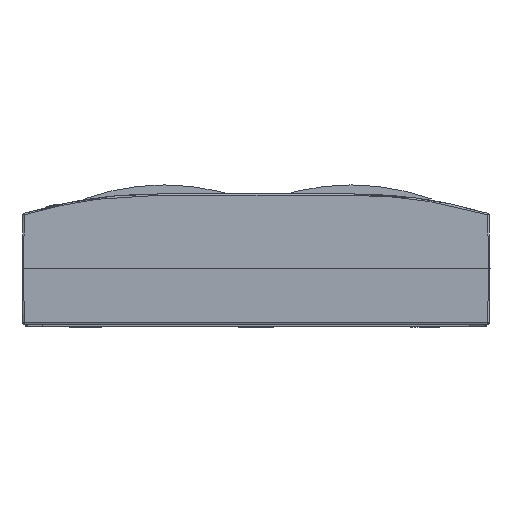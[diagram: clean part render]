
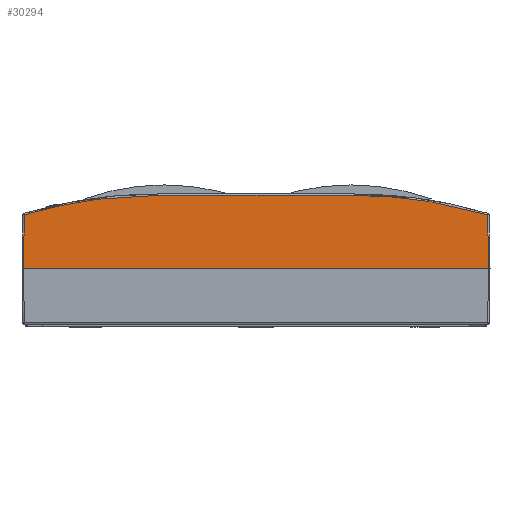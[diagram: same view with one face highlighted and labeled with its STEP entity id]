
A CAD part, left-side view. The second image highlights one B-rep face of the part: STEP entity #30294.
In plain terms, the highlighted planar face has unit normal (-1, 0, 0.018).
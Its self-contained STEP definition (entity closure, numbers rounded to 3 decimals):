
#1145 = EDGE_CURVE ( 'NONE', #26928, #79811, #55506, .T. ) ;
#1294 = DIRECTION ( 'NONE',  ( 0.017, 0.017, 1. ) ) ;
#1412 = CARTESIAN_POINT ( 'NONE',  ( -135., -162.5, 39. ) ) ;
#2769 = LINE ( 'NONE', #16317, #73504 ) ;
#3375 = CARTESIAN_POINT ( 'NONE',  ( -134.346, 161.846, 76.468 ) ) ;
#4224 = ORIENTED_EDGE ( 'NONE', *, *, #11603, .T. ) ;
#4865 = CARTESIAN_POINT ( 'NONE',  ( -134.123, 91.129, 89.237 ) ) ;
#5152 = CARTESIAN_POINT ( 'NONE',  ( -134.346, 161.846, 76.468 ) ) ;
#9898 = ORIENTED_EDGE ( 'NONE', *, *, #1145, .T. ) ;
#10672 = ORIENTED_EDGE ( 'NONE', *, *, #21496, .T. ) ;
#11603 = EDGE_CURVE ( 'NONE', #79811, #60248, #62298, .T. ) ;
#11788 = CARTESIAN_POINT ( 'NONE',  ( -134.134, 99.992, 88.599 ) ) ;
#14035 = EDGE_CURVE ( 'NONE', #49312, #26928, #67277, .T. ) ;
#16317 = CARTESIAN_POINT ( 'NONE',  ( -134.109, -163.5, 90.017 ) ) ;
#17477 = DIRECTION ( 'NONE',  ( -0.017, 0.017, -1. ) ) ;
#17563 = CARTESIAN_POINT ( 'NONE',  ( -134.346, 161.846, 76.468 ) ) ;
#18134 = VECTOR ( 'NONE', #17477, 1000. ) ;
#18730 = CARTESIAN_POINT ( 'NONE',  ( -134.179, 119.572, 86.045 ) ) ;
#21496 = EDGE_CURVE ( 'NONE', #24328, #49312, #70614, .T. ) ;
#24328 = VERTEX_POINT ( 'NONE', #3375 ) ;
#25198 = ORIENTED_EDGE ( 'NONE', *, *, #14035, .T. ) ;
#25697 = CARTESIAN_POINT ( 'NONE',  ( -134.218, 132.203, 83.789 ) ) ;
#26928 = VERTEX_POINT ( 'NONE', #82618 ) ;
#30294 = ADVANCED_FACE ( 'NONE', ( #84735 ), #69770, .T. ) ;
#30636 = CARTESIAN_POINT ( 'NONE',  ( -134.109, -68.5, 90.017 ) ) ;
#31196 = CARTESIAN_POINT ( 'NONE',  ( -134.109, -68.5, 90.017 ) ) ;
#32674 = CARTESIAN_POINT ( 'NONE',  ( -134.236, 137.037, 82.785 ) ) ;
#37493 = CARTESIAN_POINT ( 'NONE',  ( -134.109, -76.382, 90.017 ) ) ;
#37790 = CARTESIAN_POINT ( 'NONE',  ( -134.114, -84.252, 89.734 ) ) ;
#38092 = CARTESIAN_POINT ( 'NONE',  ( -134.125, -92.603, 89.132 ) ) ;
#39235 = CARTESIAN_POINT ( 'NONE',  ( -134.117, 85.232, 89.601 ) ) ;
#39537 = CARTESIAN_POINT ( 'NONE',  ( -134.241, 138.486, 82.472 ) ) ;
#39622 = CARTESIAN_POINT ( 'NONE',  ( -134.109, 68.5, 90.017 ) ) ;
#44017 = DIRECTION ( 'NONE',  ( 0., 1., 0. ) ) ;
#44066 = CARTESIAN_POINT ( 'NONE',  ( -134.126, -93.097, 89.095 ) ) ;
#44337 = CARTESIAN_POINT ( 'NONE',  ( -135., 162.5, 39. ) ) ;
#44356 = CARTESIAN_POINT ( 'NONE',  ( -134.127, -94.082, 89.02 ) ) ;
#44667 = CARTESIAN_POINT ( 'NONE',  ( -134.129, -95.558, 88.903 ) ) ;
#44940 = CARTESIAN_POINT ( 'NONE',  ( -134.134, -99.001, 88.608 ) ) ;
#45552 = ORIENTED_EDGE ( 'NONE', *, *, #69172, .T. ) ;
#46044 = CARTESIAN_POINT ( 'NONE',  ( -134.122, 90.147, 89.303 ) ) ;
#46114 = VERTEX_POINT ( 'NONE', #39622 ) ;
#46347 = CARTESIAN_POINT ( 'NONE',  ( -134.307, 154.29, 78.709 ) ) ;
#49312 = VERTEX_POINT ( 'NONE', #44337 ) ;
#49893 = AXIS2_PLACEMENT_3D ( 'NONE', #69903, #69480, #69396 ) ;
#51143 = CARTESIAN_POINT ( 'NONE',  ( -134.146, -105.877, 87.925 ) ) ;
#51426 = CARTESIAN_POINT ( 'NONE',  ( -134.159, -111.753, 87.18 ) ) ;
#52892 = CARTESIAN_POINT ( 'NONE',  ( -134.124, 91.619, 89.203 ) ) ;
#53778 = ORIENTED_EDGE ( 'NONE', *, *, #86860, .T. ) ;
#55506 = LINE ( 'NONE', #1412, #69354 ) ;
#58017 = CARTESIAN_POINT ( 'NONE',  ( -134.189, -123.481, 85.478 ) ) ;
#58311 = CARTESIAN_POINT ( 'NONE',  ( -134.213, -131.251, 84.062 ) ) ;
#59711 = CARTESIAN_POINT ( 'NONE',  ( -134.149, 107.844, 87.747 ) ) ;
#60248 = VERTEX_POINT ( 'NONE', #30636 ) ;
#62298 = B_SPLINE_CURVE_WITH_KNOTS ( 'NONE', 3,
 ( #85276, #84698, #78826, #72041, #71737, #65120, #64835, #64540, #58311, #58017, #51426, #51143, #44940, #44667, #44356, #44066, #38092, #37790, #37493, #31196 ),
 .UNSPECIFIED., .F., .F.,
 ( 4, 1, 1, 1, 2, 2, 2, 1, 1, 1, 2, 2, 4 ),
 ( 0., 0.125, 0.187, 0.219, 0.234, 0.25, 0.5, 0.625, 0.687, 0.719, 0.734, 0.75, 1. ),
 .UNSPECIFIED. ) ;
#64540 = CARTESIAN_POINT ( 'NONE',  ( -134.245, -139.449, 82.26 ) ) ;
#64835 = CARTESIAN_POINT ( 'NONE',  ( -134.247, -139.929, 82.154 ) ) ;
#65120 = CARTESIAN_POINT ( 'NONE',  ( -134.251, -140.89, 81.938 ) ) ;
#66562 = CARTESIAN_POINT ( 'NONE',  ( -134.196, 125.417, 85.089 ) ) ;
#67277 = LINE ( 'NONE', #76395, #85290 ) ;
#69172 = EDGE_CURVE ( 'NONE', #60248, #46114, #2769, .T. ) ;
#69354 = VECTOR ( 'NONE', #1294, 1000. ) ;
#69396 = DIRECTION ( 'NONE',  ( 0.017, 0., 1. ) ) ;
#69480 = DIRECTION ( 'NONE',  ( -1., 0., 0.017 ) ) ;
#69770 = PLANE ( 'NONE',  #49893 ) ;
#69903 = CARTESIAN_POINT ( 'NONE',  ( -135., -163.5, 39. ) ) ;
#70614 = LINE ( 'NONE', #17563, #18134 ) ;
#71737 = CARTESIAN_POINT ( 'NONE',  ( -134.256, -142.331, 81.611 ) ) ;
#72041 = CARTESIAN_POINT ( 'NONE',  ( -134.27, -145.686, 80.826 ) ) ;
#72637 = B_SPLINE_CURVE_WITH_KNOTS ( 'NONE', 3,
 ( #79639, #86409, #79934, #39235, #86711, #46044, #4865, #52892, #11788, #59711, #18730, #66562, #25697, #73487, #32674, #80193, #39537, #87006, #46347, #5152 ),
 .UNSPECIFIED., .F., .F.,
 ( 4, 1, 1, 1, 2, 2, 2, 1, 1, 1, 2, 2, 4 ),
 ( 0., 0.125, 0.187, 0.219, 0.234, 0.25, 0.5, 0.625, 0.688, 0.719, 0.734, 0.75, 1. ),
 .UNSPECIFIED. ) ;
#73487 = CARTESIAN_POINT ( 'NONE',  ( -134.23, 135.588, 83.093 ) ) ;
#73504 = VECTOR ( 'NONE', #44017, 1000. ) ;
#75365 = CARTESIAN_POINT ( 'NONE',  ( -134.346, -161.846, 76.468 ) ) ;
#76184 = DIRECTION ( 'NONE',  ( 0., -1., 0. ) ) ;
#76395 = CARTESIAN_POINT ( 'NONE',  ( -135., -163.5, 39. ) ) ;
#78826 = CARTESIAN_POINT ( 'NONE',  ( -134.299, -152.375, 79.166 ) ) ;
#79639 = CARTESIAN_POINT ( 'NONE',  ( -134.109, 68.5, 90.017 ) ) ;
#79811 = VERTEX_POINT ( 'NONE', #75365 ) ;
#79934 = CARTESIAN_POINT ( 'NONE',  ( -134.111, 78.347, 89.911 ) ) ;
#80193 = CARTESIAN_POINT ( 'NONE',  ( -134.239, 138.002, 82.577 ) ) ;
#82618 = CARTESIAN_POINT ( 'NONE',  ( -135., -162.5, 39. ) ) ;
#84025 = EDGE_LOOP ( 'NONE', ( #10672, #25198, #9898, #4224, #45552, #53778 ) ) ;
#84698 = CARTESIAN_POINT ( 'NONE',  ( -134.326, -158.068, 77.588 ) ) ;
#84735 = FACE_OUTER_BOUND ( 'NONE', #84025, .T. ) ;
#85276 = CARTESIAN_POINT ( 'NONE',  ( -134.346, -161.846, 76.468 ) ) ;
#85290 = VECTOR ( 'NONE', #76184, 1000. ) ;
#86409 = CARTESIAN_POINT ( 'NONE',  ( -134.109, 72.441, 90.017 ) ) ;
#86711 = CARTESIAN_POINT ( 'NONE',  ( -134.12, 88.672, 89.4 ) ) ;
#86860 = EDGE_CURVE ( 'NONE', #46114, #24328, #72637, .T. ) ;
#87006 = CARTESIAN_POINT ( 'NONE',  ( -134.273, 146.663, 80.675 ) ) ;
